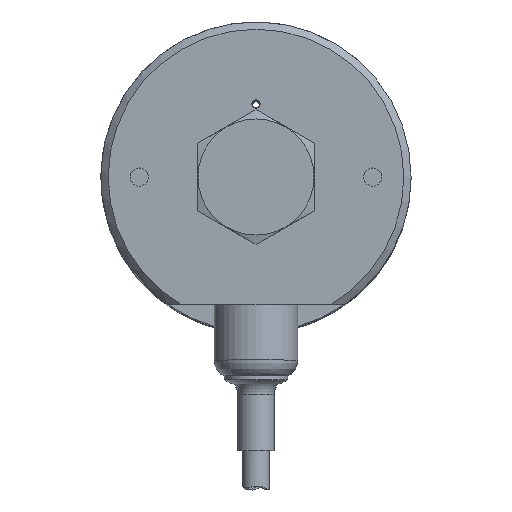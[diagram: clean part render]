
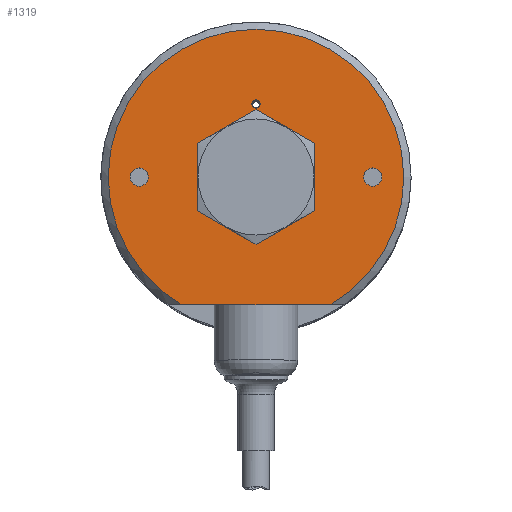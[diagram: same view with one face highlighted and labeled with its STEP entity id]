
A CAD part, top view. The second image highlights one B-rep face of the part: STEP entity #1319.
In plain terms, the highlighted planar face has unit normal (0, 0, 1).
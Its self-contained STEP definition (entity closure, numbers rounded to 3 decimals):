
#6 = AXIS2_PLACEMENT_3D ( 'NONE', #1607, #1601, #1592 ) ;
#66 = AXIS2_PLACEMENT_3D ( 'NONE', #1724, #1720, #1717 ) ;
#151 = EDGE_CURVE ( 'NONE', #1591, #1591, #860, .T. ) ;
#220 = CARTESIAN_POINT ( 'NONE',  ( 34.5, 0., 0. ) ) ;
#259 = EDGE_CURVE ( 'NONE', #284, #284, #864, .T. ) ;
#260 = VERTEX_POINT ( 'NONE', #1698 ) ;
#264 = VERTEX_POINT ( 'NONE', #220 ) ;
#284 = VERTEX_POINT ( 'NONE', #1276 ) ;
#379 = AXIS2_PLACEMENT_3D ( 'NONE', #1630, #1650, #1627 ) ;
#400 = FACE_BOUND ( 'NONE', #1571, .T. ) ;
#409 = FACE_BOUND ( 'NONE', #1290, .T. ) ;
#412 = FACE_BOUND ( 'NONE', #1144, .T. ) ;
#416 = FACE_OUTER_BOUND ( 'NONE', #1644, .T. ) ;
#428 = FACE_BOUND ( 'NONE', #1213, .T. ) ;
#463 = VECTOR ( 'NONE', #1353, 1000. ) ;
#473 = CARTESIAN_POINT ( 'NONE',  ( -32., 0., 0. ) ) ;
#475 = LINE ( 'NONE', #1313, #463 ) ;
#506 = EDGE_CURVE ( 'NONE', #970, #1544, #785, .T. ) ;
#523 = AXIS2_PLACEMENT_3D ( 'NONE', #769, #761, #740 ) ;
#652 = CIRCLE ( 'NONE', #910, 2.5 ) ;
#657 = EDGE_CURVE ( 'NONE', #264, #264, #775, .T. ) ;
#730 = AXIS2_PLACEMENT_3D ( 'NONE', #960, #954, #947 ) ;
#740 = DIRECTION ( 'NONE',  ( 1., 0., 0. ) ) ;
#761 = DIRECTION ( 'NONE',  ( 0., 0., 1. ) ) ;
#769 = CARTESIAN_POINT ( 'NONE',  ( 32., 0., 0. ) ) ;
#775 = CIRCLE ( 'NONE', #523, 2.5 ) ;
#785 = CIRCLE ( 'NONE', #730, 40.5 ) ;
#853 = CARTESIAN_POINT ( 'NONE',  ( 20.378, -35., 0. ) ) ;
#860 = CIRCLE ( 'NONE', #66, 14.25 ) ;
#864 = CIRCLE ( 'NONE', #6, 1.15 ) ;
#866 = EDGE_CURVE ( 'NONE', #260, #260, #652, .T. ) ;
#910 = AXIS2_PLACEMENT_3D ( 'NONE', #473, #1751, #1117 ) ;
#947 = DIRECTION ( 'NONE',  ( 1., 0., 0. ) ) ;
#950 = ORIENTED_EDGE ( 'NONE', *, *, #657, .F. ) ;
#954 = DIRECTION ( 'NONE',  ( 0., 0., 1. ) ) ;
#960 = CARTESIAN_POINT ( 'NONE',  ( 0., 0., 0. ) ) ;
#970 = VERTEX_POINT ( 'NONE', #853 ) ;
#1039 = ORIENTED_EDGE ( 'NONE', *, *, #151, .T. ) ;
#1041 = ORIENTED_EDGE ( 'NONE', *, *, #506, .T. ) ;
#1117 = DIRECTION ( 'NONE',  ( 1., 0., 0. ) ) ;
#1144 = EDGE_LOOP ( 'NONE', ( #1408 ) ) ;
#1213 = EDGE_LOOP ( 'NONE', ( #950 ) ) ;
#1241 = EDGE_CURVE ( 'NONE', #970, #1544, #475, .T. ) ;
#1263 = CARTESIAN_POINT ( 'NONE',  ( 14.25, 0., 0. ) ) ;
#1276 = CARTESIAN_POINT ( 'NONE',  ( 1.15, 20., 0. ) ) ;
#1290 = EDGE_LOOP ( 'NONE', ( #1355 ) ) ;
#1298 = ORIENTED_EDGE ( 'NONE', *, *, #1241, .F. ) ;
#1313 = CARTESIAN_POINT ( 'NONE',  ( -46.687, -35., 0. ) ) ;
#1319 = ADVANCED_FACE ( 'NONE', ( #416, #428, #412, #409, #400 ), #1714, .T. ) ;
#1353 = DIRECTION ( 'NONE',  ( -1., 0., 0. ) ) ;
#1355 = ORIENTED_EDGE ( 'NONE', *, *, #259, .T. ) ;
#1408 = ORIENTED_EDGE ( 'NONE', *, *, #866, .F. ) ;
#1544 = VERTEX_POINT ( 'NONE', #1550 ) ;
#1550 = CARTESIAN_POINT ( 'NONE',  ( -20.378, -35., 0. ) ) ;
#1571 = EDGE_LOOP ( 'NONE', ( #1039 ) ) ;
#1591 = VERTEX_POINT ( 'NONE', #1263 ) ;
#1592 = DIRECTION ( 'NONE',  ( 1., 0., 0. ) ) ;
#1601 = DIRECTION ( 'NONE',  ( 0., 0., -1. ) ) ;
#1607 = CARTESIAN_POINT ( 'NONE',  ( 0., 20., 0. ) ) ;
#1627 = DIRECTION ( 'NONE',  ( 1., 0., 0. ) ) ;
#1630 = CARTESIAN_POINT ( 'NONE',  ( 0., 0., 0. ) ) ;
#1644 = EDGE_LOOP ( 'NONE', ( #1298, #1041 ) ) ;
#1650 = DIRECTION ( 'NONE',  ( 0., 0., 1. ) ) ;
#1698 = CARTESIAN_POINT ( 'NONE',  ( -29.5, 0., 0. ) ) ;
#1714 = PLANE ( 'NONE',  #379 ) ;
#1717 = DIRECTION ( 'NONE',  ( 1., 0., 0. ) ) ;
#1720 = DIRECTION ( 'NONE',  ( 0., 0., -1. ) ) ;
#1724 = CARTESIAN_POINT ( 'NONE',  ( 0., 0., 0. ) ) ;
#1751 = DIRECTION ( 'NONE',  ( 0., 0., 1. ) ) ;
